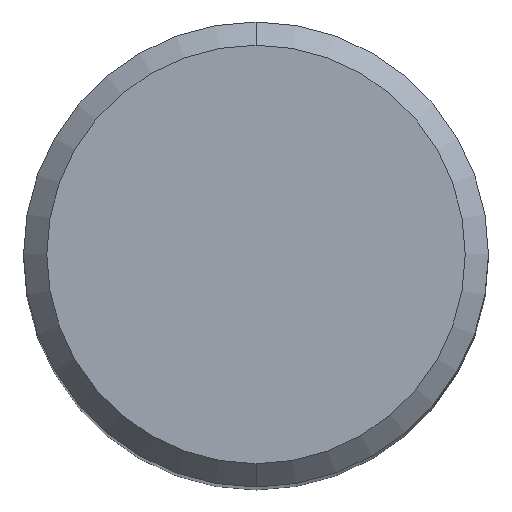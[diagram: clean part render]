
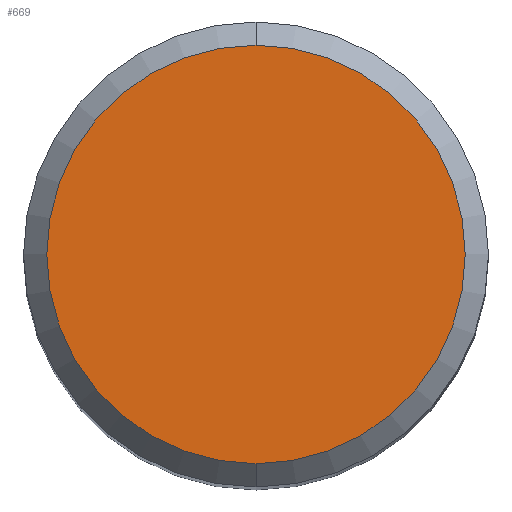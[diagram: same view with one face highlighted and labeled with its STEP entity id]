
A CAD part, top view. The second image highlights one B-rep face of the part: STEP entity #669.
In plain terms, the highlighted planar face has unit normal (0, 0, 1).
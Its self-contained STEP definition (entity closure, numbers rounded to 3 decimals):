
#433=VERTEX_POINT('',#1073);
#585=EDGE_CURVE('',#843,#433,#1241,.T.);
#669=ADVANCED_FACE('',(#1334),#1335,.T.);
#735=EDGE_CURVE('',#433,#843,#1409,.T.);
#843=VERTEX_POINT('',#1524);
#1073=CARTESIAN_POINT('',(0.,-5.4,0.0));
#1241=CIRCLE('',#4994,5.4);
#1334=FACE_OUTER_BOUND('',#5375,.T.);
#1335=PLANE('',#5376);
#1409=CIRCLE('',#5773,5.4);
#1524=CARTESIAN_POINT('',(0.0,5.4,0.0));
#4994=AXIS2_PLACEMENT_3D('',#7970,#7971,#7972);
#5375=EDGE_LOOP('',(#8082,#8083));
#5376=AXIS2_PLACEMENT_3D('',#8084,#8085,#8086);
#5773=AXIS2_PLACEMENT_3D('',#8163,#8164,#8165);
#7970=CARTESIAN_POINT('',(0.0,0.0,0.0));
#7971=DIRECTION('',(0.0,0.0,-1.0));
#7972=DIRECTION('',(0.0,1.0,0.0));
#8082=ORIENTED_EDGE('',*,*,#585,.F.);
#8083=ORIENTED_EDGE('',*,*,#735,.F.);
#8084=CARTESIAN_POINT('',(0.0,2.7,0.0));
#8085=DIRECTION('',(-0.0,0.0,1.0));
#8086=DIRECTION('',(0.0,-1.0,0.0));
#8163=CARTESIAN_POINT('',(0.0,0.0,0.0));
#8164=DIRECTION('',(0.0,0.0,-1.0));
#8165=DIRECTION('',(0.0,1.0,0.0));
